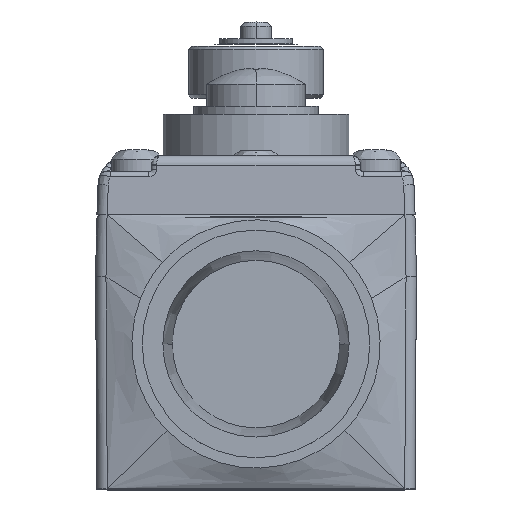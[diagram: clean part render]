
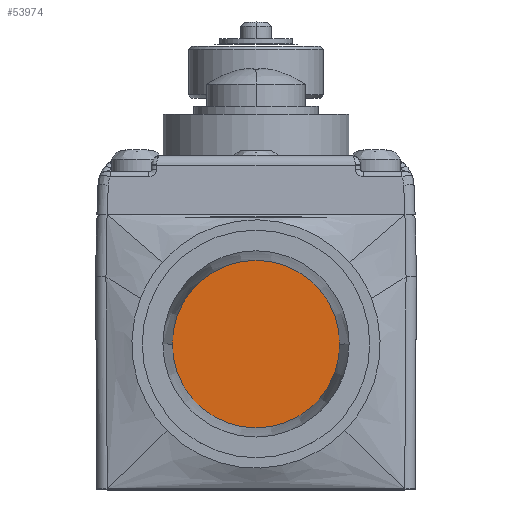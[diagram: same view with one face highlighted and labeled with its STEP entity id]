
A CAD part, top view. The second image highlights one B-rep face of the part: STEP entity #53974.
In plain terms, the highlighted planar face has unit normal (0, 0, 1).
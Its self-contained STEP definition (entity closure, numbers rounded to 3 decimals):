
#53857=CARTESIAN_POINT('',(0.,-12.5,52.));
#53858=DIRECTION('',(0.,0.,1.));
#53859=DIRECTION('',(-1.,0.,0.));
#53860=AXIS2_PLACEMENT_3D('',#53857,#53858,#53859);
#53866=CARTESIAN_POINT('',(0.,-12.5,52.));
#53867=DIRECTION('',(0.,0.,-1.));
#53868=DIRECTION('',(-1.,0.,0.));
#53869=AXIS2_PLACEMENT_3D('',#53866,#53867,#53868);
#53883=CARTESIAN_POINT('',(-8.1,-12.5,52.));
#53884=CARTESIAN_POINT('',(8.1,-12.5,52.));
#53885=VERTEX_POINT('',#53883);
#53886=VERTEX_POINT('',#53884);
#53965=CARTESIAN_POINT('',(0.,-12.5,52.));
#53966=DIRECTION('',(0.,0.,1.));
#53967=DIRECTION('',(-1.,0.,0.));
#53968=AXIS2_PLACEMENT_3D('',#53965,#53966,#53967);
#53969=PLANE('',#53968);
#53970=ORIENTED_EDGE('',*,*,#53959,.T.);
#53971=ORIENTED_EDGE('',*,*,#53945,.F.);
#53972=EDGE_LOOP('',(#53970,#53971));
#53973=FACE_OUTER_BOUND('',#53972,.F.);
#53861=CIRCLE('',#53860,8.1);
#53870=CIRCLE('',#53869,8.1);
#53945=EDGE_CURVE('',#53885,#53886,#53861,.T.);
#53959=EDGE_CURVE('',#53885,#53886,#53870,.T.);
#53974=ADVANCED_FACE('',(#53973),#53969,.T.);
